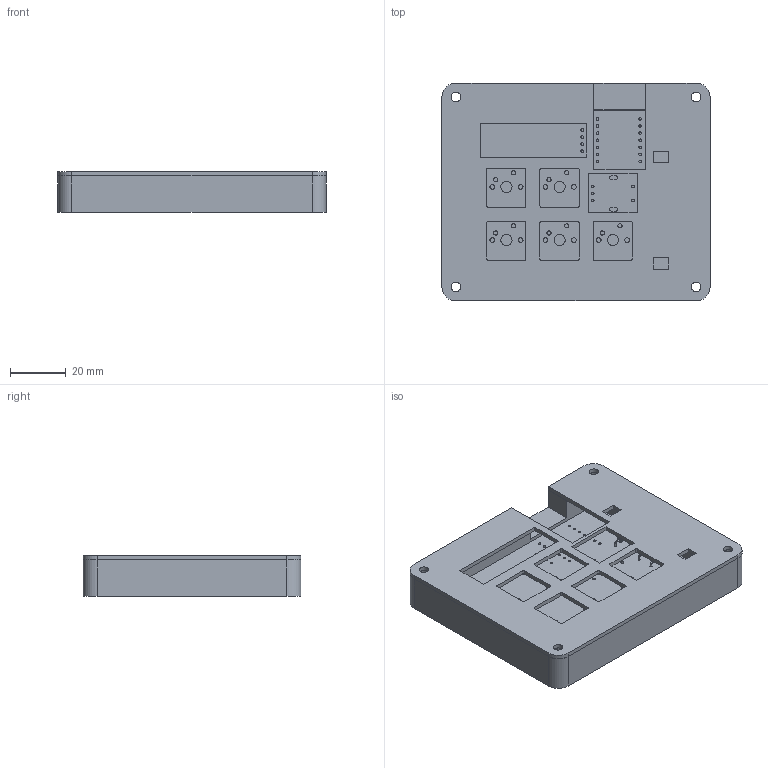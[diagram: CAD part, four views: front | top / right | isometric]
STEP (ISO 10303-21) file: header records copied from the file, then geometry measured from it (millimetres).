
FILE_DESCRIPTION(/* description */ (''),/* implementation_level */ '2;1');
FILE_NAME(/* name */ 'MacroPad Case Final.step',/* time_stamp */ '2025-12-23T07:21:50-05:00',/* author */ (''),/* organization */ (''),/* preprocessor_version */ 'ST-DEVELOPER v20.1',/* originating_system */ 'Autodesk Translation Framework v14.21.0.0',/* authorisation */ '');
FILE_SCHEMA (('AUTOMOTIVE_DESIGN { 1 0 10303 214 3 1 1 }'));
Length unit declared in the file: millimetre
Products named in the file (6): 2025-12-18-07-26-08-469; HackClub MacroPad Project 1; HackClub MacroPad Project_PCB; D_DO-35_SOD27_P7.62mm_Horizontal; 2025-12-18-07-28-48-065; 2025-12-19-07-08-39-146
Assembly tree (8 placements, depth 3):
  2025-12-18-07-26-08-469
    HackClub MacroPad Project 1
      D_DO-35_SOD27_P7.62mm_Horizontal  x5
      HackClub MacroPad Project_PCB
    2025-12-19-07-08-39-146
  2025-12-18-07-28-48-065
Bounding box: 96 x 78 x 14.5 mm (x, y, z)
Volume: 63827.3 mm3; surface area: 45316.3 mm2
Topology: 17 solids, 17 shells, 579 faces, 1532 edges, 1018 vertices
Faces by surface type: bspline 222, plane 201, cylinder 136, torus 20
Full cylindrical faces by diameter (mm): 0.5 x15, 0.8 x10, 0.889 x14, 1 x9, 1.5 x10, 1.7 x10, 2 x10, 2.02 x5, 3.4 x8, 4 x5, 6 x8
Entity records: 19056 total; most frequent: CARTESIAN_POINT 6670, ORIENTED_EDGE 2840, DIRECTION 1826, EDGE_CURVE 1420, VERTEX_POINT 946, LINE 742, VECTOR 742, EDGE_LOOP 700
